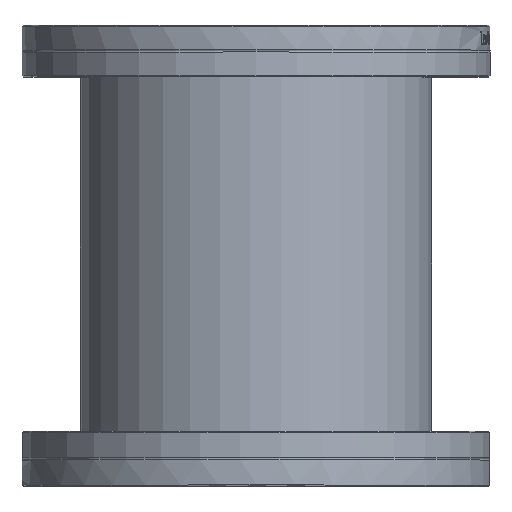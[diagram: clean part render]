
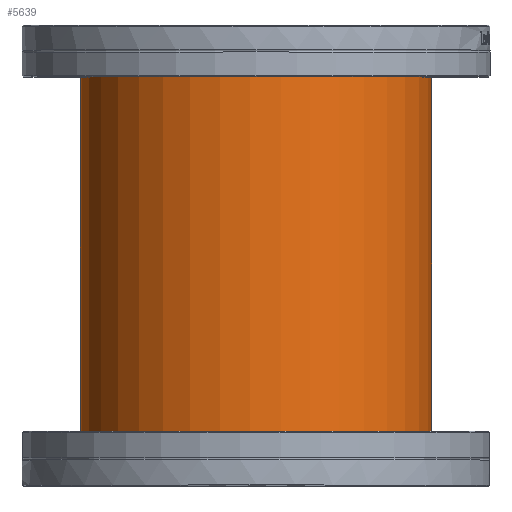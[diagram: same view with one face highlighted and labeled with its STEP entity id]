
A CAD part, top view. The second image highlights one B-rep face of the part: STEP entity #5639.
In plain terms, the highlighted cylindrical face has radius 76.2 mm (diameter 152.4 mm), a full revolution.
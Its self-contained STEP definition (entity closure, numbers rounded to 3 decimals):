
#866=CYLINDRICAL_SURFACE('',#6315,76.2);
#1189=FACE_BOUND('',#2136,.T.);
#1538=FACE_OUTER_BOUND('',#2135,.T.);
#2135=EDGE_LOOP('',(#5194));
#2136=EDGE_LOOP('',(#5195));
#2460=CIRCLE('',#6316,76.2);
#2461=CIRCLE('',#6317,76.2);
#3011=VERTEX_POINT('',#33358);
#3012=VERTEX_POINT('',#33360);
#3740=EDGE_CURVE('',#3011,#3011,#2460,.T.);
#3741=EDGE_CURVE('',#3012,#3012,#2461,.T.);
#5194=ORIENTED_EDGE('',*,*,#3740,.F.);
#5195=ORIENTED_EDGE('',*,*,#3741,.F.);
#5639=ADVANCED_FACE('',(#1538,#1189),#866,.T.);
#6315=AXIS2_PLACEMENT_3D('',#33357,#7687,#7688);
#6316=AXIS2_PLACEMENT_3D('',#33359,#7689,#7690);
#6317=AXIS2_PLACEMENT_3D('',#33361,#7691,#7692);
#7687=DIRECTION('center_axis',(0.,0.,1.));
#7688=DIRECTION('ref_axis',(-1.,0.,0.));
#7689=DIRECTION('center_axis',(0.,0.,1.));
#7690=DIRECTION('ref_axis',(-1.,0.,0.));
#7691=DIRECTION('center_axis',(0.,0.,-1.));
#7692=DIRECTION('ref_axis',(-1.,0.,0.));
#33357=CARTESIAN_POINT('Origin',(0.,0.,0.));
#33358=CARTESIAN_POINT('',(76.2,0.,174.6));
#33359=CARTESIAN_POINT('Origin',(0.,0.,174.6));
#33360=CARTESIAN_POINT('',(76.2,0.,0.));
#33361=CARTESIAN_POINT('Origin',(0.,0.,0.));
